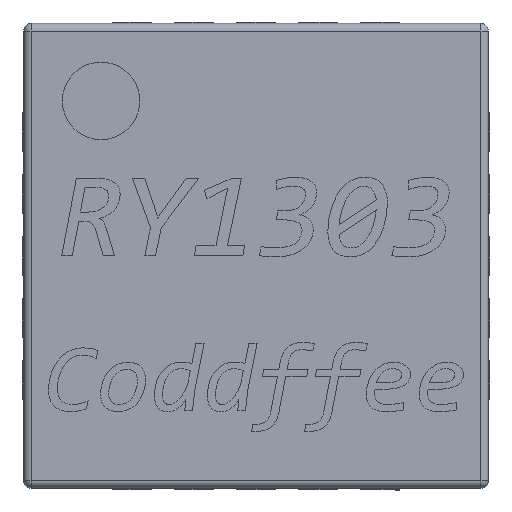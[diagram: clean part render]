
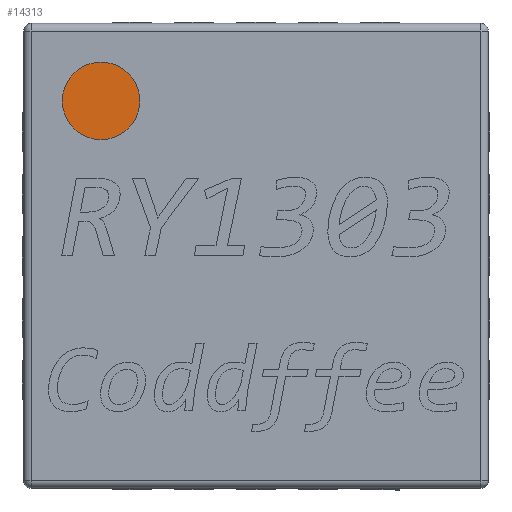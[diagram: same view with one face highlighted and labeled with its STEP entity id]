
A CAD part, top view. The second image highlights one B-rep face of the part: STEP entity #14313.
In plain terms, the highlighted planar face has unit normal (0, 0, 1).
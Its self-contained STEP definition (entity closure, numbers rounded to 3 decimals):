
#1251 = DIRECTION ( 'NONE',  ( 1., 0., 0. ) ) ;
#2321 = PLANE ( 'NONE',  #12808 ) ;
#4277 = DIRECTION ( 'NONE',  ( 0., 0., 1. ) ) ;
#5141 = EDGE_LOOP ( 'NONE', ( #12646, #5861 ) ) ;
#5302 = CARTESIAN_POINT ( 'NONE',  ( -1., 1., 0.8 ) ) ;
#5424 = CIRCLE ( 'NONE', #8400, 0.25 ) ;
#5696 = CIRCLE ( 'NONE', #15759, 0.25 ) ;
#5859 = CARTESIAN_POINT ( 'NONE',  ( -0.75, 1., 0.8 ) ) ;
#5861 = ORIENTED_EDGE ( 'NONE', *, *, #9853, .T. ) ;
#6764 = DIRECTION ( 'NONE',  ( 0., 0., 1. ) ) ;
#8400 = AXIS2_PLACEMENT_3D ( 'NONE', #19096, #4277, #1251 ) ;
#9404 = VERTEX_POINT ( 'NONE', #5859 ) ;
#9853 = EDGE_CURVE ( 'NONE', #18317, #9404, #5424, .T. ) ;
#10936 = CARTESIAN_POINT ( 'NONE',  ( -1.25, 1., 0.8 ) ) ;
#12646 = ORIENTED_EDGE ( 'NONE', *, *, #17114, .T. ) ;
#12808 = AXIS2_PLACEMENT_3D ( 'NONE', #17909, #6764, #19449 ) ;
#14313 = ADVANCED_FACE ( 'NONE', ( #15937 ), #2321, .T. ) ;
#15759 = AXIS2_PLACEMENT_3D ( 'NONE', #5302, #18986, #19253 ) ;
#15937 = FACE_OUTER_BOUND ( 'NONE', #5141, .T. ) ;
#17114 = EDGE_CURVE ( 'NONE', #9404, #18317, #5696, .T. ) ;
#17909 = CARTESIAN_POINT ( 'NONE',  ( -1., 1., 0.8 ) ) ;
#18317 = VERTEX_POINT ( 'NONE', #10936 ) ;
#18986 = DIRECTION ( 'NONE',  ( 0., 0., 1. ) ) ;
#19096 = CARTESIAN_POINT ( 'NONE',  ( -1., 1., 0.8 ) ) ;
#19253 = DIRECTION ( 'NONE',  ( 1., 0., 0. ) ) ;
#19449 = DIRECTION ( 'NONE',  ( 1., 0., 0. ) ) ;
